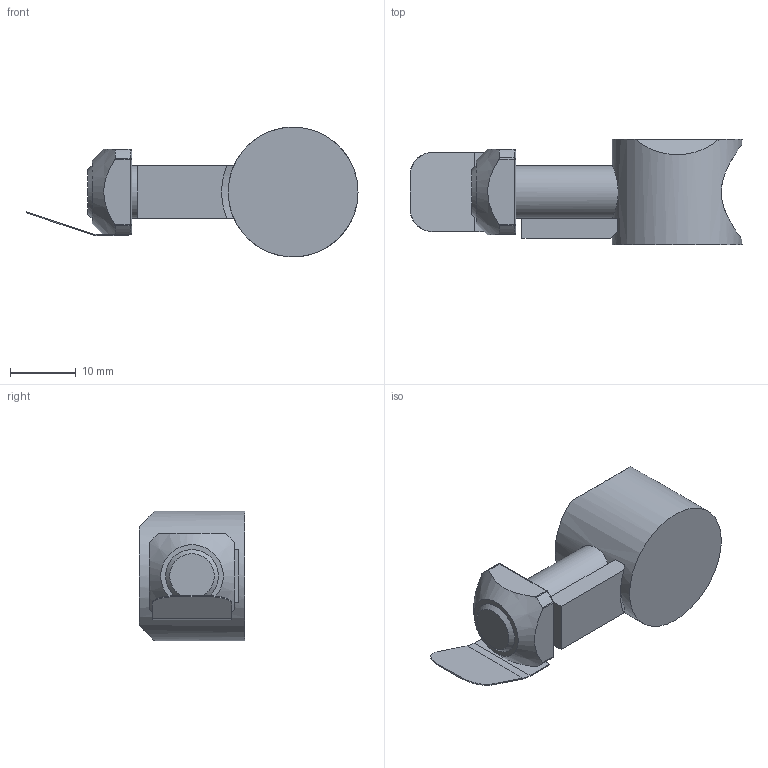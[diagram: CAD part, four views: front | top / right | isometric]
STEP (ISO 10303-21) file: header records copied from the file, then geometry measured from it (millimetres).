
FILE_DESCRIPTION(('STEP AP203'),'1');
FILE_NAME('FIXE08N1006.stp','2023-10-23T12:11:31',(' '),(' '),'Spatial InterOp 3D',' ',' ');
FILE_SCHEMA(('CONFIG_CONTROL_DESIGN'));
Length unit declared in the file: millimetre
Products named in the file (6): Ecrou carré languette 8 45 M8; Fixation universelle 8 45 Zn; Vis BHC - M8x30; Noix universelle 8
Assembly tree (5 placements, depth 3):
  Fixation universelle 8 45 Zn
    Ecrou carré languette 8 45 M8
      Ecrou carré languette 8 45 M8
      Ecrou carré languette 8 45 M8
    Vis BHC - M8x30
    Noix universelle 8
Bounding box: 50.4 x 16 x 19.7 mm (x, y, z)
Volume: 5722.3 mm3; surface area: 4604.7 mm2
Topology: 4 solids, 4 shells, 79 faces, 186 edges, 109 vertices
Faces by surface type: plane 33, cylinder 25, sphere 9, torus 7, cone 4, bspline 1
Full cylindrical faces by diameter (mm): 6.8 x1, 8 x2, 8.2 x1, 19.7 x1
Entity records: 3089 total; most frequent: CARTESIAN_POINT 699, DIRECTION 372, ORIENTED_EDGE 318, EDGE_CURVE 159, AXIS2_PLACEMENT_3D 151, VERTEX_POINT 104, EDGE_LOOP 98, FACE_OUTER_BOUND 88
